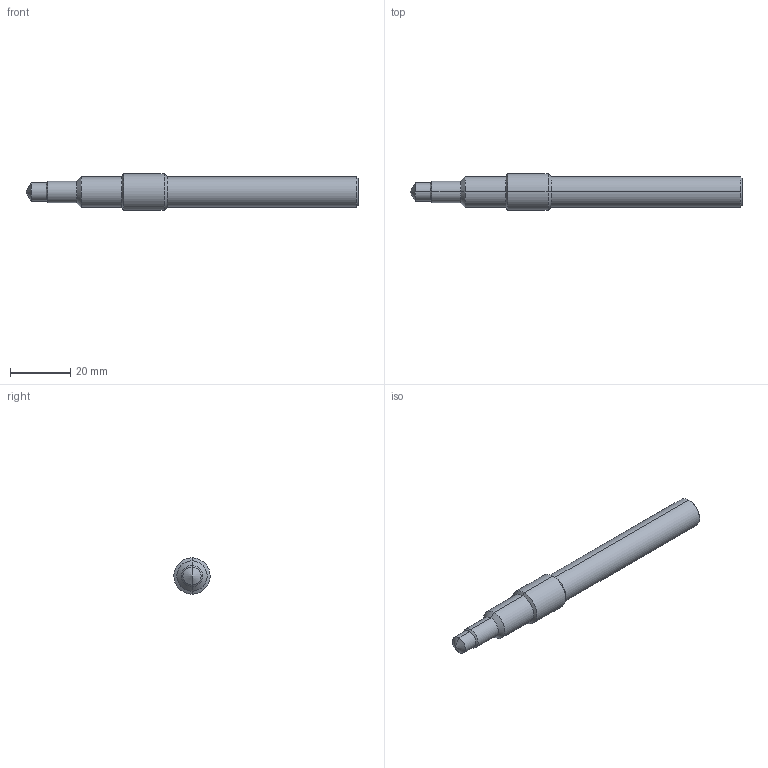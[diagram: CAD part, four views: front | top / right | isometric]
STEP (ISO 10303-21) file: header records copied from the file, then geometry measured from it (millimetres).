
FILE_DESCRIPTION((''),'2;1');
FILE_NAME('Bohrer_Surface','2014-5-8T9:52:8',(''),('ISBE GmbH'),'','','');
FILE_SCHEMA (('CONFIG_CONTROL_DESIGN'));
Length unit declared in the file: millimetre
Products named in the file (1): Document
Bounding box: 110 x 11.98 x 12 mm (x, y, z)
Surface area: 3487.4 mm2 (no closed solid volume)
Topology: 0 solids, 24 shells, 24 faces, 96 edges, 92 vertices
Faces by surface type: bspline 24
Entity records: 1274 total; most frequent: CARTESIAN_POINT 742, VERTEX_POINT 184, ORIENTED_EDGE 92, EDGE_CURVE 92, FACE_OUTER_BOUND 24, EDGE_LOOP 24, ADVANCED_FACE 24, ORGANIZATION 7
